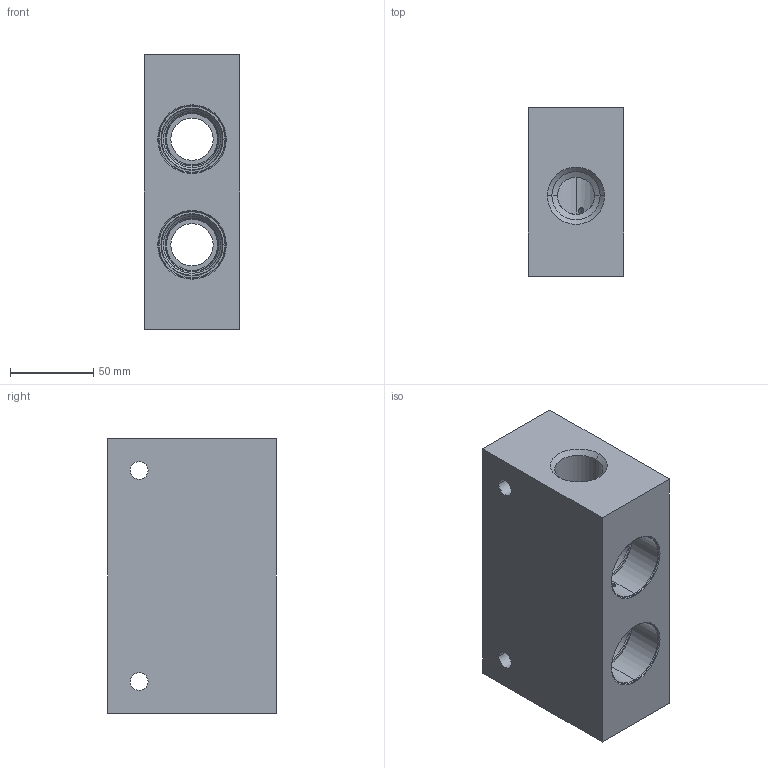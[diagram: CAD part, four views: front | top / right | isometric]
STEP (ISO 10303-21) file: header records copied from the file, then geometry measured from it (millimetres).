
FILE_DESCRIPTION((''),'2;1');
FILE_NAME('YJE_ASM','2021-07-13T',('ProEService'),(''),'PRO/ENGINEER BY PARAMETRIC TECHNOLOGY CORPORATION, 2014200','PRO/ENGINEER BY PARAMETRIC TECHNOLOGY CORPORATION, 2014200','');
FILE_SCHEMA(('CONFIG_CONTROL_DESIGN'));
Length unit declared in the file: inch
Products named in the file (2): 150-652-002; YJE_ASM
Assembly tree (1 placements, depth 2):
  YJE_ASM
    150-652-002
Bounding box: 57.15 x 101.6 x 165.1 mm (x, y, z)
Volume: 723063.6 mm3; surface area: 90577.4 mm2
Topology: 1 solids, 1 shells, 94 faces, 411 edges, 399 vertices
Faces by surface type: cylinder 40, cone 36, plane 10, torus 8
Entity records: 4421 total; most frequent: CARTESIAN_POINT 1136, DIRECTION 707, ORIENTED_EDGE 424, VECTOR 287, LINE 287, EDGE_CURVE 212, AXIS2_PLACEMENT_3D 210, TRIMMED_CURVE 199
